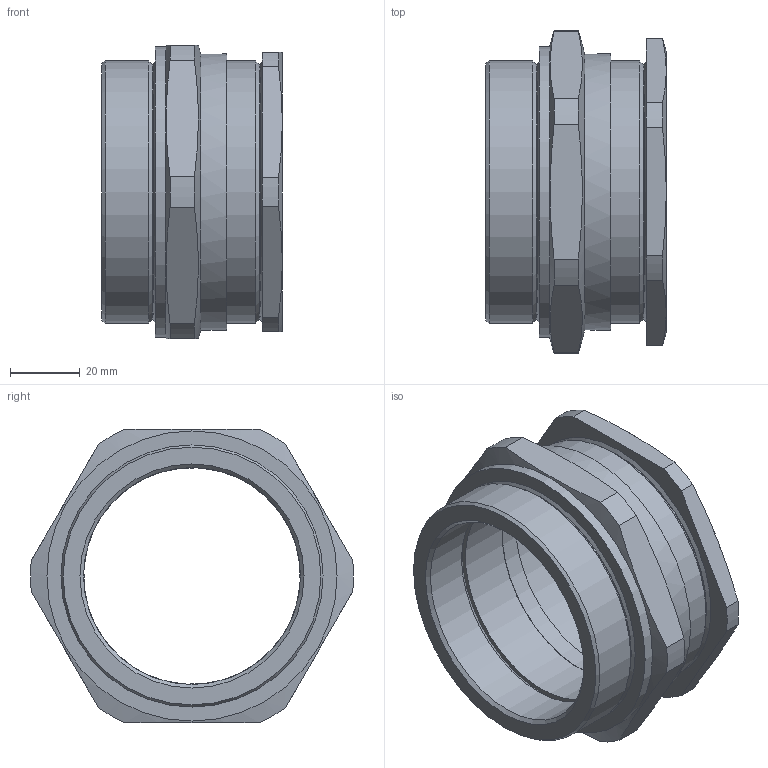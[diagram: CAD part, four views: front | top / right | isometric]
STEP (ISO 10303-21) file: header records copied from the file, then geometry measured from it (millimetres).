
FILE_DESCRIPTION (( 'STEP AP203' ), '1' );
FILE_NAME ('75SA21RA.STEP', '2016-04-25T15:15:21', ( 'bel-it' ), ( '' ), 'SwSTEP 2.0', 'SolidWorks 2014', '' );
FILE_SCHEMA (( 'CONFIG_CONTROL_DESIGN' ));
Length unit declared in the file: millimetre
Products named in the file (1): 75SA21RA
Bounding box: 51.66 x 92.35 x 84 mm (x, y, z)
Surface area: 35540.4 mm2 (no closed solid volume)
Topology: 0 solids, 4 shells, 59 faces, 299 edges, 248 vertices
Faces by surface type: cylinder 21, plane 20, cone 17, torus 1
Full cylindrical faces by diameter (mm): 62 x1, 62.1 x1, 66.95 x1, 72.718 x1, 72.971 x1, 75 x2, 79 x1, 83 x1
Entity records: 4298 total; most frequent: CARTESIAN_POINT 2144, ORIENTED_EDGE 382, DIRECTION 342, EDGE_CURVE 275, VERTEX_POINT 245, AXIS2_PLACEMENT_3D 121, B_SPLINE_CURVE_WITH_KNOTS 114, EDGE_LOOP 106
